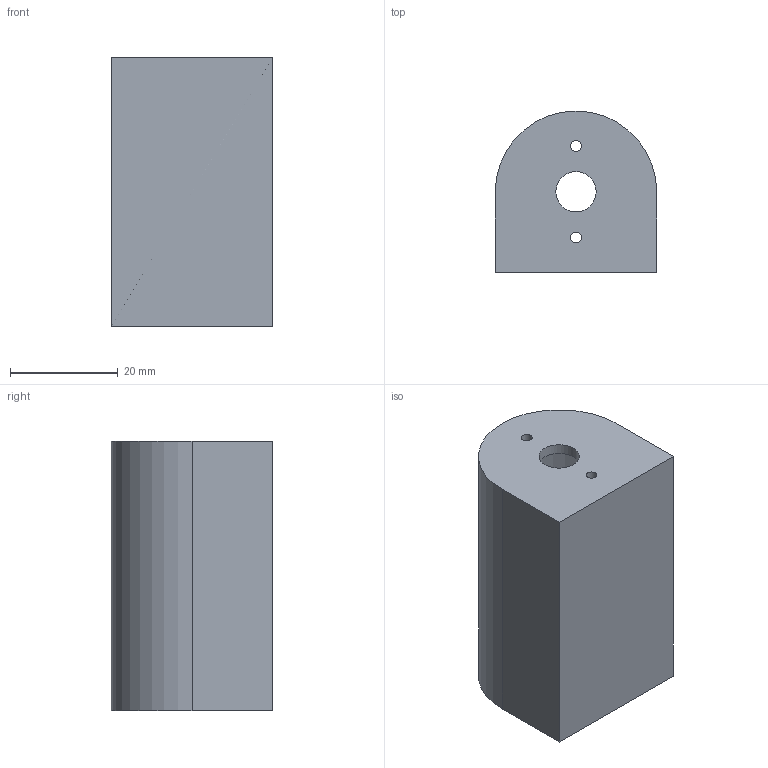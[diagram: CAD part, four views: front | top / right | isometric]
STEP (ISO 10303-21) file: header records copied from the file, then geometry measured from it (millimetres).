
FILE_DESCRIPTION(/* description */ (''),/* implementation_level */ '2;1');
FILE_NAME(/* name */ 'bancada_ipt_d7a4bb1.STEP',/* time_stamp */ '2022-10-25T01:46:51-05:00',/* author */ ('felip'),/* organization */ (''),/* preprocessor_version */ 'ST-DEVELOPER v18.1',/* originating_system */ 'Autodesk Inventor 2021',/* authorisation */ '');
FILE_SCHEMA (('AUTOMOTIVE_DESIGN { 1 0 10303 214 3 1 1 }'));
Length unit declared in the file: millimetre
Products named in the file (1): bancada
Bounding box: 30 x 30 x 50 mm (x, y, z)
Volume: 16508.6 mm3; surface area: 10704.3 mm2
Topology: 1 solids, 1 shells, 11 faces, 27 edges, 19 vertices
Faces by surface type: plane 6, cylinder 5
Full cylindrical faces by diameter (mm): 2 x2, 7.5 x1, 25 x1
Entity records: 391 total; most frequent: DIRECTION 64, CARTESIAN_POINT 58, ORIENTED_EDGE 54, EDGE_CURVE 27, AXIS2_PLACEMENT_3D 25, VERTEX_POINT 19, EDGE_LOOP 18, LINE 14
